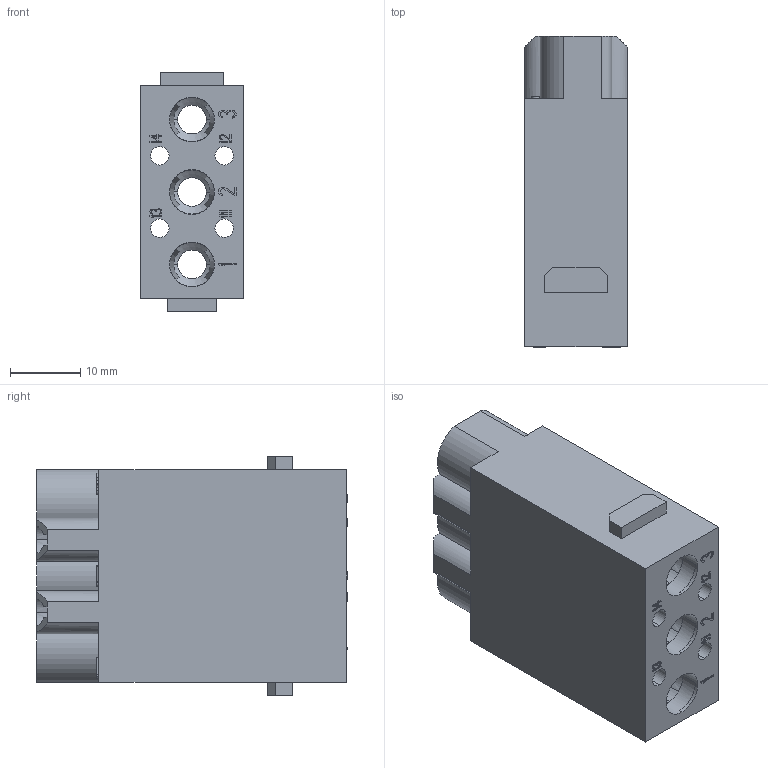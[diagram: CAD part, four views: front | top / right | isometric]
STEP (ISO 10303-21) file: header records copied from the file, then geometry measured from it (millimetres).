
FILE_DESCRIPTION((''),'2;1');
FILE_NAME('PRT0455','2021-06-23T',('lian.chen'),(''),'PRO/ENGINEER BY PARAMETRIC TECHNOLOGY CORPORATION, 2012480','PRO/ENGINEER BY PARAMETRIC TECHNOLOGY CORPORATION, 2012480','');
FILE_SCHEMA(('AUTOMOTIVE_DESIGN { 1 0 10303 214 1 1 1 1 }'));
Length unit declared in the file: millimetre
Products named in the file (1): PRT0455
Bounding box: 14.6 x 44.4 x 34.2 mm (x, y, z)
Volume: 13013.7 mm3; surface area: 9926.8 mm2
Topology: 1 solids, 1 shells, 539 faces, 1581 edges, 1078 vertices
Faces by surface type: plane 439, cylinder 68, cone 32
Entity records: 18276 total; most frequent: CARTESIAN_POINT 3317, ORIENTED_EDGE 3162, DIRECTION 2943, EDGE_CURVE 1581, VECTOR 1249, LINE 1249, VERTEX_POINT 1078, AXIS2_PLACEMENT_3D 847
